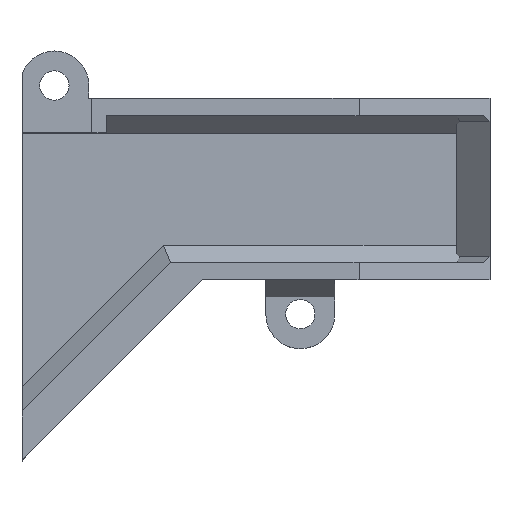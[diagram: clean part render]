
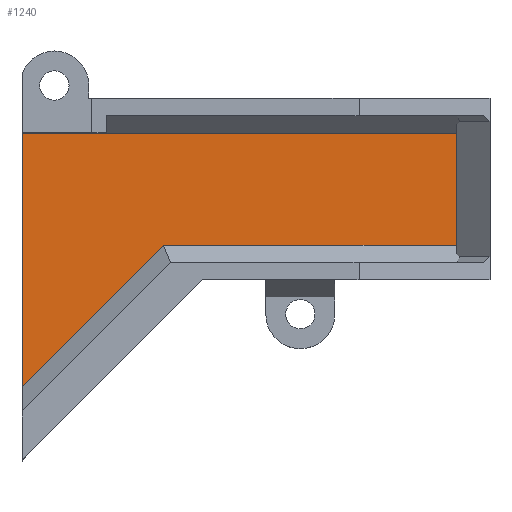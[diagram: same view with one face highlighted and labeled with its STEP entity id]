
A CAD part, top view. The second image highlights one B-rep face of the part: STEP entity #1240.
In plain terms, the highlighted planar face has unit normal (0, 0, 1).
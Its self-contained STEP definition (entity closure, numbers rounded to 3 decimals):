
#90=FACE_OUTER_BOUND('',#161,.T.);
#161=EDGE_LOOP('',(#849,#850,#851,#852,#853,#854));
#251=LINE('',#1845,#393);
#253=LINE('',#1849,#395);
#257=LINE('',#1857,#399);
#258=LINE('',#1859,#400);
#259=LINE('',#1861,#401);
#260=LINE('',#1862,#402);
#393=VECTOR('',#1452,10.);
#395=VECTOR('',#1456,1000.);
#399=VECTOR('',#1462,1000.);
#400=VECTOR('',#1463,1000.);
#401=VECTOR('',#1464,10.);
#402=VECTOR('',#1465,10.);
#533=VERTEX_POINT('',#1842);
#534=VERTEX_POINT('',#1844);
#535=VERTEX_POINT('',#1848);
#538=VERTEX_POINT('',#1856);
#539=VERTEX_POINT('',#1858);
#540=VERTEX_POINT('',#1860);
#655=EDGE_CURVE('',#534,#533,#251,.T.);
#657=EDGE_CURVE('',#534,#535,#253,.T.);
#661=EDGE_CURVE('',#538,#533,#257,.T.);
#662=EDGE_CURVE('',#539,#538,#258,.T.);
#663=EDGE_CURVE('',#540,#539,#259,.T.);
#664=EDGE_CURVE('',#535,#540,#260,.T.);
#849=ORIENTED_EDGE('',*,*,#655,.T.);
#850=ORIENTED_EDGE('',*,*,#661,.F.);
#851=ORIENTED_EDGE('',*,*,#662,.F.);
#852=ORIENTED_EDGE('',*,*,#663,.F.);
#853=ORIENTED_EDGE('',*,*,#664,.F.);
#854=ORIENTED_EDGE('',*,*,#657,.F.);
#1188=PLANE('',#1324);
#1240=ADVANCED_FACE('',(#90),#1188,.F.);
#1324=AXIS2_PLACEMENT_3D('',#1855,#1460,#1461);
#1452=DIRECTION('',(0.,1.,0.));
#1456=DIRECTION('',(-1.,0.,0.));
#1460=DIRECTION('center_axis',(0.,0.,-1.));
#1461=DIRECTION('ref_axis',(0.,-1.,0.));
#1462=DIRECTION('',(1.,0.,0.));
#1463=DIRECTION('',(1.,0.,0.));
#1464=DIRECTION('',(0.,1.,0.));
#1465=DIRECTION('',(-0.705,-0.709,0.));
#1842=CARTESIAN_POINT('',(-2.968,35.,-18.5));
#1844=CARTESIAN_POINT('',(-2.968,22.,-18.5));
#1845=CARTESIAN_POINT('',(-2.968,30.602,-18.5));
#1848=CARTESIAN_POINT('',(-37.359,22.,-18.5));
#1849=CARTESIAN_POINT('',(-8.125,22.,-18.5));
#1855=CARTESIAN_POINT('Origin',(-24.25,22.203,-18.5));
#1856=CARTESIAN_POINT('',(-44.,35.,-18.5));
#1857=CARTESIAN_POINT('',(-19.125,35.,-18.5));
#1858=CARTESIAN_POINT('',(-53.75,35.,-18.5));
#1859=CARTESIAN_POINT('',(-44.,35.,-18.5));
#1860=CARTESIAN_POINT('',(-53.75,5.511,-18.5));
#1861=CARTESIAN_POINT('',(-53.75,5.564,-18.5));
#1862=CARTESIAN_POINT('',(-33.35,26.033,-18.5));
